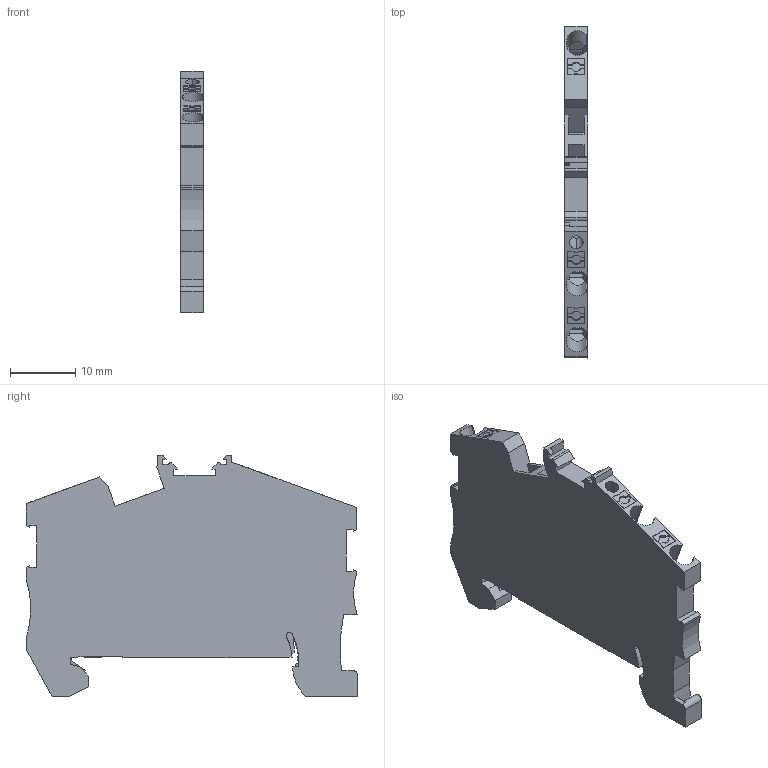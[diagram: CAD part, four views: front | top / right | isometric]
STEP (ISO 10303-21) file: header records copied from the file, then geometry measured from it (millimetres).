
FILE_DESCRIPTION(('Creo Elements/Direct Modeling STEP Export'),'2;1');
FILE_NAME('model.stp','2018-01-19T12:22:32',(''),(''),'Creo Elements/Direct Modeling STEP processor for AP214 (Solid Model)','Creo Elements/Direct Modeling 18.1I 14-Aug-2016 (C) Parametric Technology GmbH','');
FILE_SCHEMA(('AUTOMOTIVE_DESIGN { 1 0 10303 214 1 1 1 1 }'));
Length unit declared in the file: millimetre
Products named in the file (2): PTS_1.5_S-TWIN-PE-select
Assembly tree (1 placements, depth 2):
  PTS_1.5_S-TWIN-PE-select
    PTS_1.5_S-TWIN-PE-select
Bounding box: 3.5 x 50.7 x 36.99 mm (x, y, z)
Volume: 4372 mm3; surface area: 4064.7 mm2
Topology: 1 solids, 1 shells, 251 faces, 727 edges, 482 vertices
Faces by surface type: plane 209, cylinder 39, cone 3
Entity records: 11199 total; most frequent: CARTESIAN_POINT 2537, ORIENTED_EDGE 1454, DIRECTION 1267, EDGE_CURVE 727, VECTOR 593, LINE 593, VERTEX_POINT 482, AXIS2_PLACEMENT_3D 337
